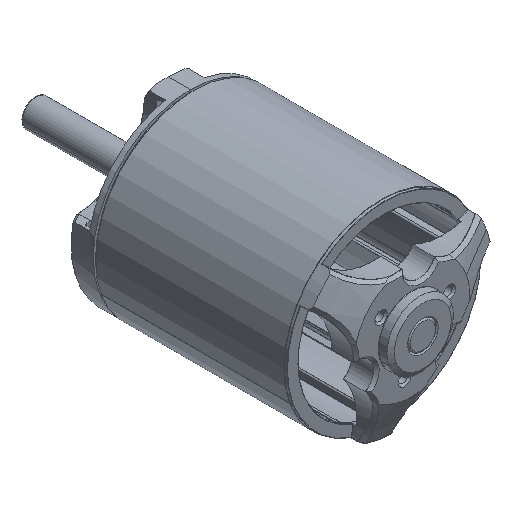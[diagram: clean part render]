
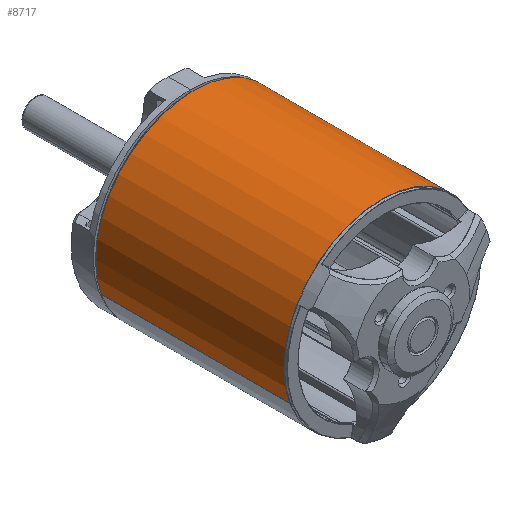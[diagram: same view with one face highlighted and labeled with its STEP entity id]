
A CAD part, isometric view. The second image highlights one B-rep face of the part: STEP entity #8717.
In plain terms, the highlighted cylindrical face has radius 17.6 mm (diameter 35.2 mm), a partial arc.
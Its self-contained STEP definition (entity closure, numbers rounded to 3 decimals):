
#261 = VECTOR ( 'NONE', #7897, 1000. ) ;
#291 = ORIENTED_EDGE ( 'NONE', *, *, #11597, .T. ) ;
#950 = EDGE_LOOP ( 'NONE', ( #1519, #12877, #291, #6761 ) ) ;
#1024 = CARTESIAN_POINT ( 'NONE',  ( 0., -34., 17.6 ) ) ;
#1485 = CARTESIAN_POINT ( 'NONE',  ( 0., -84.28, -17.6 ) ) ;
#1519 = ORIENTED_EDGE ( 'NONE', *, *, #12585, .F. ) ;
#1571 = LINE ( 'NONE', #1485, #261 ) ;
#2152 = CIRCLE ( 'NONE', #14308, 17.6 ) ;
#2251 = DIRECTION ( 'NONE',  ( 0., 1., 0. ) ) ;
#2346 = EDGE_CURVE ( 'NONE', #4148, #5621, #2152, .T. ) ;
#2560 = FACE_OUTER_BOUND ( 'NONE', #950, .T. ) ;
#3194 = DIRECTION ( 'NONE',  ( 0., 0., -1. ) ) ;
#3583 = AXIS2_PLACEMENT_3D ( 'NONE', #6460, #10328, #15499 ) ;
#4148 = VERTEX_POINT ( 'NONE', #7712 ) ;
#5621 = VERTEX_POINT ( 'NONE', #1024 ) ;
#5648 = CARTESIAN_POINT ( 'NONE',  ( 0., -34., 0. ) ) ;
#6403 = VERTEX_POINT ( 'NONE', #8953 ) ;
#6460 = CARTESIAN_POINT ( 'NONE',  ( 0., -84.28, 0. ) ) ;
#6761 = ORIENTED_EDGE ( 'NONE', *, *, #11710, .F. ) ;
#7712 = CARTESIAN_POINT ( 'NONE',  ( 0., -34., -17.6 ) ) ;
#7897 = DIRECTION ( 'NONE',  ( 0., 1., 0. ) ) ;
#8717 = ADVANCED_FACE ( 'NONE', ( #2560 ), #12880, .T. ) ;
#8953 = CARTESIAN_POINT ( 'NONE',  ( 0., 0., 17.6 ) ) ;
#9776 = DIRECTION ( 'NONE',  ( 0., 1., 0. ) ) ;
#9890 = CARTESIAN_POINT ( 'NONE',  ( 0., 0., -17.6 ) ) ;
#10328 = DIRECTION ( 'NONE',  ( 0., 1., 0. ) ) ;
#11597 = EDGE_CURVE ( 'NONE', #5621, #6403, #13599, .T. ) ;
#11710 = EDGE_CURVE ( 'NONE', #15594, #6403, #12630, .T. ) ;
#11794 = AXIS2_PLACEMENT_3D ( 'NONE', #13844, #2251, #14095 ) ;
#12585 = EDGE_CURVE ( 'NONE', #4148, #15594, #1571, .T. ) ;
#12630 = CIRCLE ( 'NONE', #11794, 17.6 ) ;
#12877 = ORIENTED_EDGE ( 'NONE', *, *, #2346, .T. ) ;
#12880 = CYLINDRICAL_SURFACE ( 'NONE', #3583, 17.6 ) ;
#13599 = LINE ( 'NONE', #14857, #13985 ) ;
#13844 = CARTESIAN_POINT ( 'NONE',  ( 0., 0., 0. ) ) ;
#13985 = VECTOR ( 'NONE', #9776, 1000. ) ;
#14095 = DIRECTION ( 'NONE',  ( 0., 0., 1. ) ) ;
#14308 = AXIS2_PLACEMENT_3D ( 'NONE', #5648, #16054, #3194 ) ;
#14857 = CARTESIAN_POINT ( 'NONE',  ( 0., -84.28, 17.6 ) ) ;
#15499 = DIRECTION ( 'NONE',  ( 0., 0., 1. ) ) ;
#15594 = VERTEX_POINT ( 'NONE', #9890 ) ;
#16054 = DIRECTION ( 'NONE',  ( 0., 1., 0. ) ) ;
